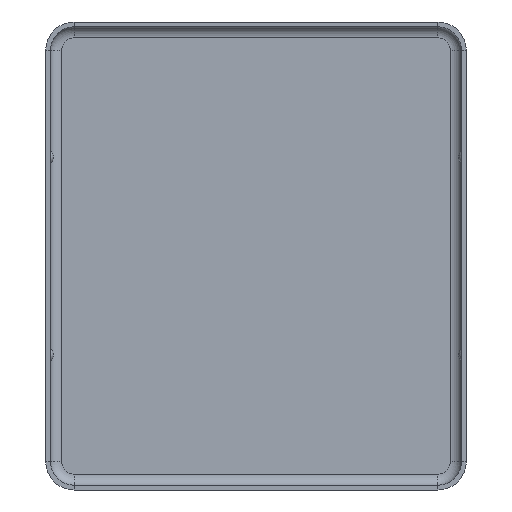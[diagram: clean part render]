
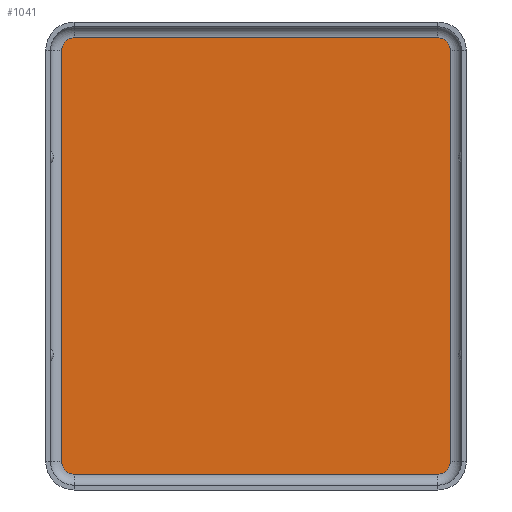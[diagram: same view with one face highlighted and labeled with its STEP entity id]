
A CAD part, front view. The second image highlights one B-rep face of the part: STEP entity #1041.
In plain terms, the highlighted planar face has unit normal (0, -1, 0).
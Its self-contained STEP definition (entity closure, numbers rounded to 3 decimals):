
#32 = VECTOR ( 'NONE', #1234, 1000. ) ;
#45 = ORIENTED_EDGE ( 'NONE', *, *, #1011, .T. ) ;
#50 = DIRECTION ( 'NONE',  ( 0., -1., 0. ) ) ;
#94 = DIRECTION ( 'NONE',  ( 0., 0., -1. ) ) ;
#140 = DIRECTION ( 'NONE',  ( 0., 0., -1. ) ) ;
#175 = EDGE_CURVE ( 'NONE', #301, #1005, #448, .T. ) ;
#185 = CARTESIAN_POINT ( 'NONE',  ( -12.3, 0., 13. ) ) ;
#286 = VECTOR ( 'NONE', #880, 1000. ) ;
#291 = EDGE_CURVE ( 'NONE', #1000, #764, #996, .T. ) ;
#296 = ORIENTED_EDGE ( 'NONE', *, *, #175, .F. ) ;
#299 = CARTESIAN_POINT ( 'NONE',  ( -11.5, 0., -13. ) ) ;
#301 = VERTEX_POINT ( 'NONE', #1260 ) ;
#360 = ORIENTED_EDGE ( 'NONE', *, *, #1585, .F. ) ;
#389 = ORIENTED_EDGE ( 'NONE', *, *, #423, .T. ) ;
#423 = EDGE_CURVE ( 'NONE', #679, #886, #627, .T. ) ;
#432 = CARTESIAN_POINT ( 'NONE',  ( 11.5, 0., 13.8 ) ) ;
#448 = CIRCLE ( 'NONE', #702, 0.8 ) ;
#475 = CARTESIAN_POINT ( 'NONE',  ( 11.5, 0., -13. ) ) ;
#482 = VERTEX_POINT ( 'NONE', #185 ) ;
#486 = DIRECTION ( 'NONE',  ( 0., 0., 1. ) ) ;
#508 = DIRECTION ( 'NONE',  ( 0., 0., -1. ) ) ;
#522 = CARTESIAN_POINT ( 'NONE',  ( 11.5, 0., 13. ) ) ;
#585 = AXIS2_PLACEMENT_3D ( 'NONE', #522, #1534, #1384 ) ;
#597 = CARTESIAN_POINT ( 'NONE',  ( 11.5, 0., -13. ) ) ;
#606 = AXIS2_PLACEMENT_3D ( 'NONE', #597, #841, #94 ) ;
#627 = CIRCLE ( 'NONE', #1358, 0.8 ) ;
#641 = CARTESIAN_POINT ( 'NONE',  ( 12.3, 0., 0. ) ) ;
#645 = DIRECTION ( 'NONE',  ( 0., 1., 0. ) ) ;
#667 = ORIENTED_EDGE ( 'NONE', *, *, #1518, .T. ) ;
#679 = VERTEX_POINT ( 'NONE', #1326 ) ;
#693 = LINE ( 'NONE', #641, #1620 ) ;
#702 = AXIS2_PLACEMENT_3D ( 'NONE', #475, #1231, #486 ) ;
#727 = CIRCLE ( 'NONE', #829, 0.8 ) ;
#745 = DIRECTION ( 'NONE',  ( -1., 0., 0. ) ) ;
#748 = CARTESIAN_POINT ( 'NONE',  ( 12.3, 0., 13. ) ) ;
#764 = VERTEX_POINT ( 'NONE', #866 ) ;
#812 = CARTESIAN_POINT ( 'NONE',  ( 11.5, 0., -13.8 ) ) ;
#819 = VECTOR ( 'NONE', #745, 1000. ) ;
#829 = AXIS2_PLACEMENT_3D ( 'NONE', #1239, #645, #508 ) ;
#841 = DIRECTION ( 'NONE',  ( 0., -1., 0. ) ) ;
#855 = EDGE_LOOP ( 'NONE', ( #1313, #296, #360, #45, #1012, #936, #667, #389 ) ) ;
#866 = CARTESIAN_POINT ( 'NONE',  ( -11.5, 0., 13.8 ) ) ;
#880 = DIRECTION ( 'NONE',  ( 0., 0., -1. ) ) ;
#886 = VERTEX_POINT ( 'NONE', #997 ) ;
#936 = ORIENTED_EDGE ( 'NONE', *, *, #1504, .F. ) ;
#996 = LINE ( 'NONE', #1624, #819 ) ;
#997 = CARTESIAN_POINT ( 'NONE',  ( -11.5, 0., -13.8 ) ) ;
#1000 = VERTEX_POINT ( 'NONE', #432 ) ;
#1005 = VERTEX_POINT ( 'NONE', #812 ) ;
#1011 = EDGE_CURVE ( 'NONE', #1531, #1000, #1254, .T. ) ;
#1012 = ORIENTED_EDGE ( 'NONE', *, *, #291, .T. ) ;
#1041 = ADVANCED_FACE ( 'NONE', ( #1497 ), #1446, .T. ) ;
#1162 = DIRECTION ( 'NONE',  ( 0., 0., 1. ) ) ;
#1190 = LINE ( 'NONE', #1491, #32 ) ;
#1231 = DIRECTION ( 'NONE',  ( 0., 1., 0. ) ) ;
#1234 = DIRECTION ( 'NONE',  ( -1., 0., 0. ) ) ;
#1239 = CARTESIAN_POINT ( 'NONE',  ( -11.5, 0., 13. ) ) ;
#1254 = CIRCLE ( 'NONE', #585, 0.8 ) ;
#1257 = CARTESIAN_POINT ( 'NONE',  ( -12.3, 0., 0. ) ) ;
#1260 = CARTESIAN_POINT ( 'NONE',  ( 12.3, 0., -13. ) ) ;
#1313 = ORIENTED_EDGE ( 'NONE', *, *, #1430, .F. ) ;
#1326 = CARTESIAN_POINT ( 'NONE',  ( -12.3, 0., -13. ) ) ;
#1358 = AXIS2_PLACEMENT_3D ( 'NONE', #299, #50, #1162 ) ;
#1384 = DIRECTION ( 'NONE',  ( 0., 0., -1. ) ) ;
#1430 = EDGE_CURVE ( 'NONE', #1005, #886, #1190, .T. ) ;
#1446 = PLANE ( 'NONE',  #606 ) ;
#1491 = CARTESIAN_POINT ( 'NONE',  ( 11.5, 0., -13.8 ) ) ;
#1497 = FACE_OUTER_BOUND ( 'NONE', #855, .T. ) ;
#1501 = LINE ( 'NONE', #1257, #286 ) ;
#1504 = EDGE_CURVE ( 'NONE', #482, #764, #727, .T. ) ;
#1518 = EDGE_CURVE ( 'NONE', #482, #679, #1501, .T. ) ;
#1531 = VERTEX_POINT ( 'NONE', #748 ) ;
#1534 = DIRECTION ( 'NONE',  ( 0., -1., 0. ) ) ;
#1585 = EDGE_CURVE ( 'NONE', #1531, #301, #693, .T. ) ;
#1620 = VECTOR ( 'NONE', #140, 1000. ) ;
#1624 = CARTESIAN_POINT ( 'NONE',  ( 11.5, 0., 13.8 ) ) ;
